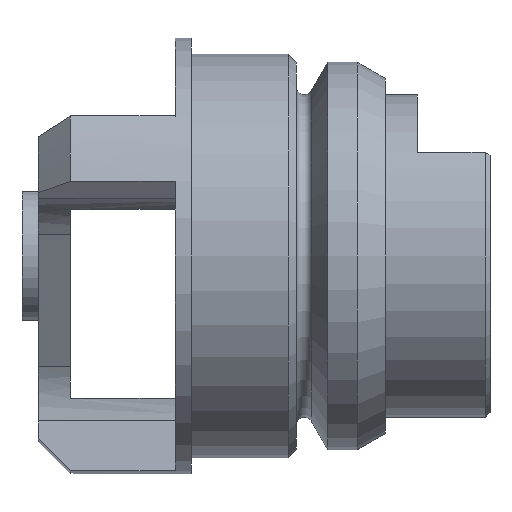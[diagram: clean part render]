
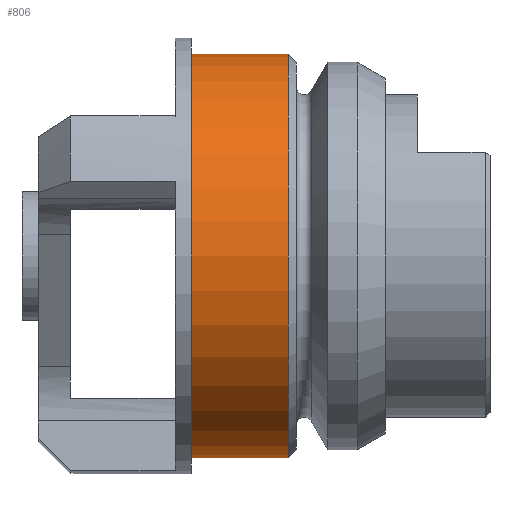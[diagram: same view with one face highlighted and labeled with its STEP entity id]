
A CAD part, front view. The second image highlights one B-rep face of the part: STEP entity #806.
In plain terms, the highlighted cylindrical face has radius 12.5 mm (diameter 25 mm), a full revolution.
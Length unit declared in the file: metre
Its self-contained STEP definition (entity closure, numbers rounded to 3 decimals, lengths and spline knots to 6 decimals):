
#294=ORIENTED_EDGE('',*,*,#472,.T.);
#295=ORIENTED_EDGE('',*,*,#473,.F.);
#472=EDGE_CURVE('',#565,#565,#622,.F.);
#473=EDGE_CURVE('',#566,#566,#623,.T.);
#565=VERTEX_POINT('',#1385);
#566=VERTEX_POINT('',#1387);
#622=CIRCLE('',#909,0.0125);
#623=CIRCLE('',#910,0.0125);
#669=EDGE_LOOP('',(#294));
#670=EDGE_LOOP('',(#295));
#735=FACE_BOUND('',#669,.T.);
#736=FACE_BOUND('',#670,.T.);
#775=CYLINDRICAL_SURFACE('',#908,0.0125);
#806=ADVANCED_FACE('',(#735,#736),#775,.T.);
#908=AXIS2_PLACEMENT_3D('',#1383,#1123,#1124);
#909=AXIS2_PLACEMENT_3D('',#1384,#1125,#1126);
#910=AXIS2_PLACEMENT_3D('',#1386,#1127,#1128);
#1123=DIRECTION('',(-1.,0.,0.));
#1124=DIRECTION('',(0.,0.,1.));
#1125=DIRECTION('',(1.,0.,0.));
#1126=DIRECTION('',(0.,0.,-1.));
#1127=DIRECTION('',(-1.,0.,0.));
#1128=DIRECTION('',(0.,0.,1.));
#1383=CARTESIAN_POINT('',(0.021612,0.,0.));
#1384=CARTESIAN_POINT('',(0.0165,0.,0.));
#1385=CARTESIAN_POINT('',(0.0165,0.,-0.0125));
#1386=CARTESIAN_POINT('',(0.0105,0.,0.));
#1387=CARTESIAN_POINT('',(0.0105,0.,0.0125));
